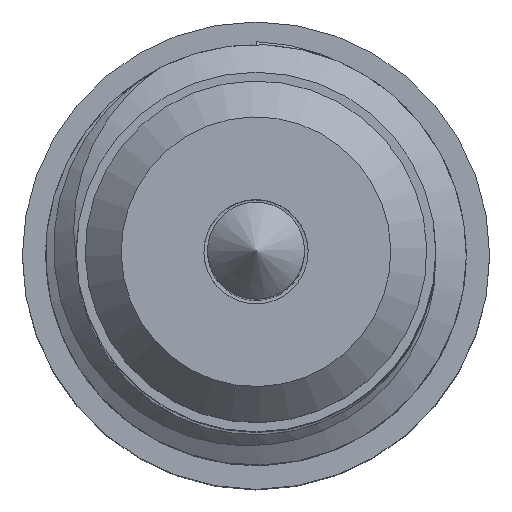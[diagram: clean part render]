
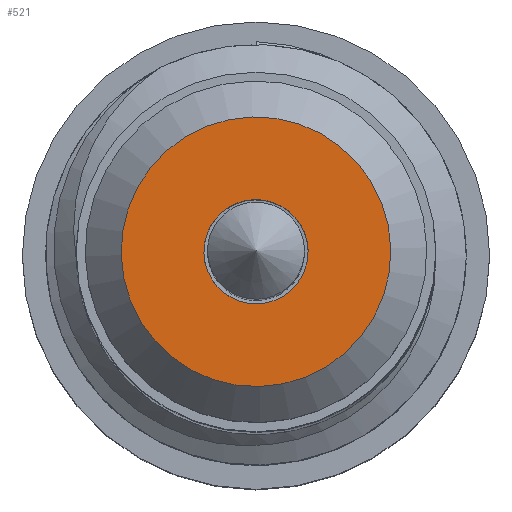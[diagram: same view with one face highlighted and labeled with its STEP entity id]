
A CAD part, top view. The second image highlights one B-rep face of the part: STEP entity #521.
In plain terms, the highlighted planar face has unit normal (0, 0, 1).
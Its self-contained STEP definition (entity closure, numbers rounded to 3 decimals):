
#378 = CARTESIAN_POINT ( 'NONE',  ( -0.096, 0.109, 0.5 ) ) ;
#451 = CIRCLE ( 'NONE', #761, 0.145 ) ;
#521 = ADVANCED_FACE ( 'NONE', ( #1120, #2141 ), #739, .T. ) ;
#722 = DIRECTION ( 'NONE',  ( 0.749, 0.662, 0. ) ) ;
#739 = PLANE ( 'NONE',  #2408 ) ;
#750 = EDGE_LOOP ( 'NONE', ( #792 ) ) ;
#761 = AXIS2_PLACEMENT_3D ( 'NONE', #2451, #3901, #722 ) ;
#792 = ORIENTED_EDGE ( 'NONE', *, *, #3837, .F. ) ;
#867 = EDGE_LOOP ( 'NONE', ( #1132 ) ) ;
#870 = CIRCLE ( 'NONE', #2880, 0.375 ) ;
#1120 = FACE_OUTER_BOUND ( 'NONE', #867, .T. ) ;
#1132 = ORIENTED_EDGE ( 'NONE', *, *, #4306, .T. ) ;
#1350 = CARTESIAN_POINT ( 'NONE',  ( 0., 0., 0.5 ) ) ;
#1621 = DIRECTION ( 'NONE',  ( 0., 0., 1. ) ) ;
#1791 = DIRECTION ( 'NONE',  ( 0., 0., 1. ) ) ;
#2141 = FACE_BOUND ( 'NONE', #750, .T. ) ;
#2310 = VERTEX_POINT ( 'NONE', #2666 ) ;
#2408 = AXIS2_PLACEMENT_3D ( 'NONE', #378, #1791, #3233 ) ;
#2451 = CARTESIAN_POINT ( 'NONE',  ( 0., 0., 0.5 ) ) ;
#2666 = CARTESIAN_POINT ( 'NONE',  ( 0.281, 0.248, 0.5 ) ) ;
#2704 = DIRECTION ( 'NONE',  ( 0.749, 0.662, 0. ) ) ;
#2880 = AXIS2_PLACEMENT_3D ( 'NONE', #1350, #1621, #2704 ) ;
#3233 = DIRECTION ( 'NONE',  ( 0.749, 0.662, 0. ) ) ;
#3761 = VERTEX_POINT ( 'NONE', #4149 ) ;
#3837 = EDGE_CURVE ( 'NONE', #3761, #3761, #451, .T. ) ;
#3901 = DIRECTION ( 'NONE',  ( 0., 0., 1. ) ) ;
#4149 = CARTESIAN_POINT ( 'NONE',  ( 0.109, 0.096, 0.5 ) ) ;
#4306 = EDGE_CURVE ( 'NONE', #2310, #2310, #870, .T. ) ;
